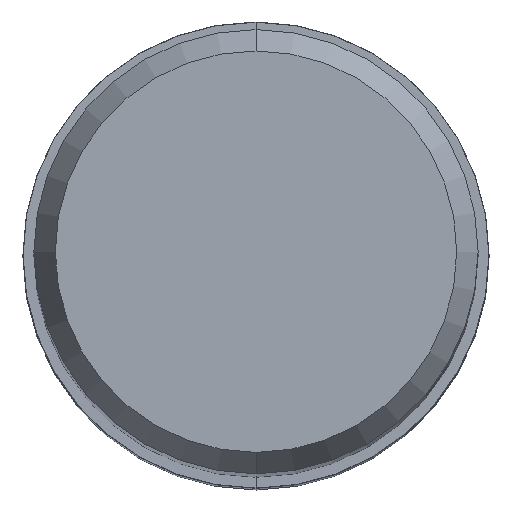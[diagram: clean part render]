
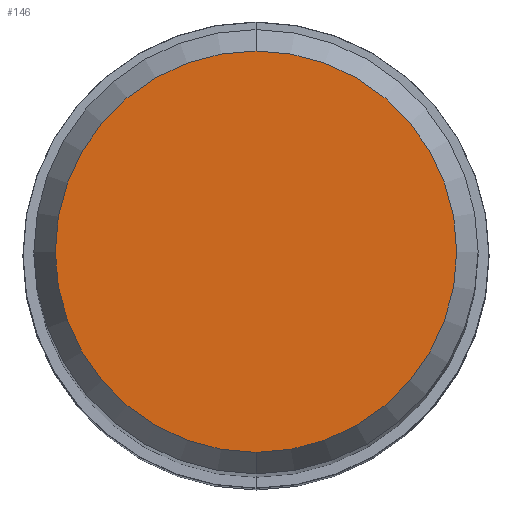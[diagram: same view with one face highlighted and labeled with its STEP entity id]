
A CAD part, top view. The second image highlights one B-rep face of the part: STEP entity #146.
In plain terms, the highlighted planar face has unit normal (0, 0, 1).
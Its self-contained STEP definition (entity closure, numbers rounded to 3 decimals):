
#96=EDGE_CURVE('',#166,#106,#211,.T.);
#106=VERTEX_POINT('',#223);
#146=ADVANCED_FACE('',(#268),#269,.T.);
#166=VERTEX_POINT('',#292);
#170=EDGE_CURVE('',#106,#166,#296,.T.);
#211=CIRCLE('',#336,4.304);
#223=CARTESIAN_POINT('',(0.0,4.304,0.01));
#268=FACE_OUTER_BOUND('',#402,.T.);
#269=PLANE('',#403);
#292=CARTESIAN_POINT('',(0.,-4.304,0.01));
#296=CIRCLE('',#439,4.304);
#336=AXIS2_PLACEMENT_3D('',#467,#468,#469);
#402=EDGE_LOOP('',(#534,#535));
#403=AXIS2_PLACEMENT_3D('',#536,#537,#538);
#439=AXIS2_PLACEMENT_3D('',#572,#573,#574);
#467=CARTESIAN_POINT('',(0.0,0.0,0.01));
#468=DIRECTION('',(0.0,0.0,-1.0));
#469=DIRECTION('',(0.0,1.0,0.0));
#534=ORIENTED_EDGE('',*,*,#170,.F.);
#535=ORIENTED_EDGE('',*,*,#96,.F.);
#536=CARTESIAN_POINT('',(0.0,2.152,0.01));
#537=DIRECTION('',(-0.0,0.0,1.0));
#538=DIRECTION('',(0.0,-1.0,0.0));
#572=CARTESIAN_POINT('',(0.0,0.0,0.01));
#573=DIRECTION('',(0.0,0.0,-1.0));
#574=DIRECTION('',(0.0,1.0,0.0));
